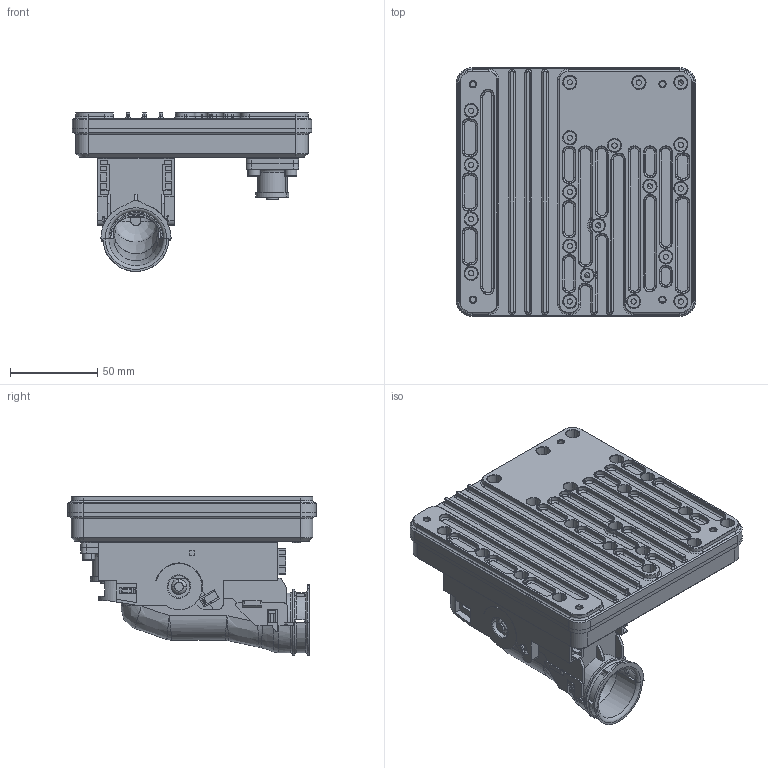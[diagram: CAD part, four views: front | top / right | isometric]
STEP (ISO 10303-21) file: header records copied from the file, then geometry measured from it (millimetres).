
FILE_DESCRIPTION(('CATIA V5 STEP Exchange'),'2;1');
FILE_NAME('LFR-527-03_PDUX2_03 ASSEMBLY.stp','2020-07-09T10:08:32+00:00',('none'),('none'),'CATIA Version 5 Release 19 SP 9 (IN-10)','CATIA V5 STEP AP214','none');
FILE_SCHEMA(('AUTOMOTIVE_DESIGN { 1 0 10303 214 1 1 1 1 }'));
Products named in the file (1): LFR-527-03_PDUX2_03 ASSEMBLY M8_AllCATPart
Bounding box: 136.91 x 142.26 x 90.85 mm (x, y, z)
Volume: 178509.5 mm3; surface area: 184714.1 mm2
Topology: 13 solids, 152 shells, 5432 faces, 14370 edges, 9276 vertices
Faces by surface type: plane 3332, cylinder 1194, torus 430, cone 413, bspline 43, sphere 18, extrusion 2
Entity records: 163375 total; most frequent: CARTESIAN_POINT 35304, ORIENTED_EDGE 27034, DIRECTION 23233, EDGE_CURVE 13574, VECTOR 9849, LINE 9847, VERTEX_POINT 8500, AXIS2_PLACEMENT_3D 8215
